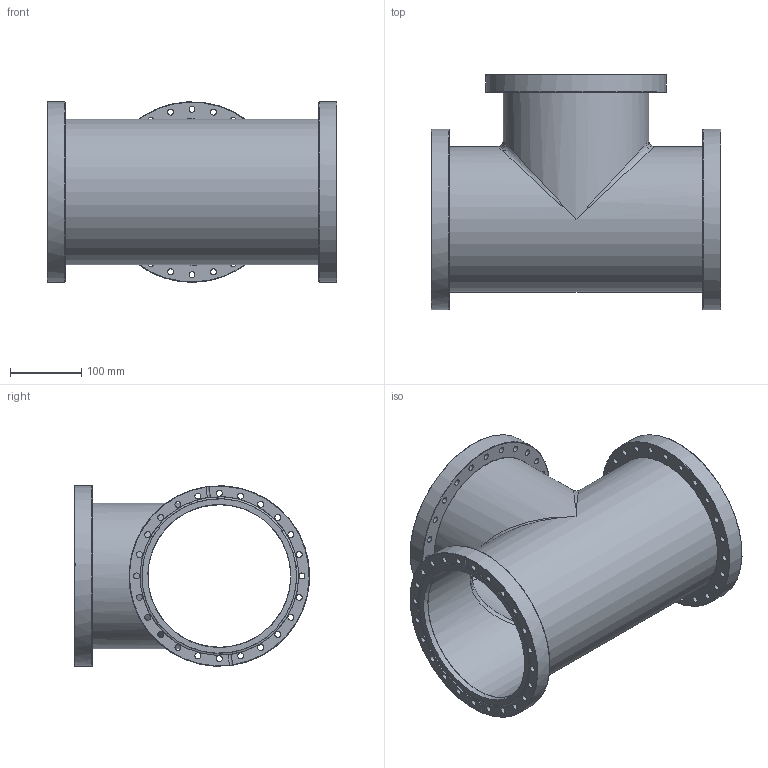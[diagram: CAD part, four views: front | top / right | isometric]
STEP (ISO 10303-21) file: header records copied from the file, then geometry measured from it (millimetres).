
FILE_DESCRIPTION((''),'2;1');
FILE_NAME('TE200-304.stp','2009-04-23T16:02:29',('hasers'),(''),'Autodesk Inventor 2008','Autodesk Inventor 2008','');
FILE_SCHEMA(('AUTOMOTIVE_DESIGN { 1 0 10303 214 1 1 1 1 }'));
Length unit declared in the file: millimetre
Products named in the file (3): TE200-304; Rohre [Subject [Summary]=T-Collar][Keywords [Summary]=1.4301][Title [Summary]=TEE200-CF]; CF-07 [Keywords [Summary]=1.4301][Company [Summary]=Vacom][Title [Summary]=F200B204]
Assembly tree (4 placements, depth 2):
  TE200-304
    Rohre [Subject [Summary]=T-Collar][Keywords [Summary]=1.4301][Title [Summary]=TEE200-CF]
    CF-07 [Keywords [Summary]=1.4301][Company [Summary]=Vacom][Title [Summary]=F200B204]  x3
Bounding box: 406 x 329.42 x 252.89 mm (x, y, z)
Volume: 1789191.2 mm3; surface area: 835479.8 mm2
Topology: 4 solids, 4 shells, 134 faces, 436 edges, 304 vertices
Faces by surface type: bspline 79, cylinder 19, plane 18, torus 12, cone 6
Full cylindrical faces by diameter (mm): 200 x2, 200.5 x3, 204 x2, 204.5 x3, 222.3 x3, 253 x3
Entity records: 2957 total; most frequent: CARTESIAN_POINT 1729, DIRECTION 220, ORIENTED_EDGE 180, EDGE_LOOP 144, AXIS2_PLACEMENT_3D 108, FACE_BOUND 92, EDGE_CURVE 90, VERTEX_POINT 80
